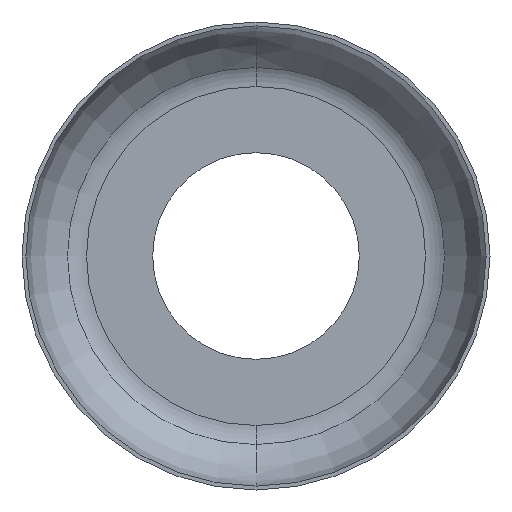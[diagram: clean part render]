
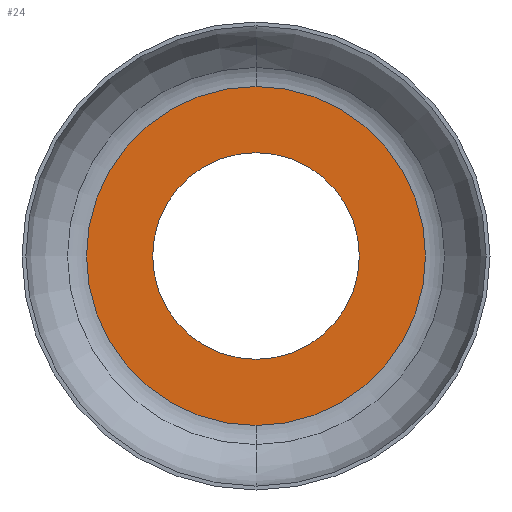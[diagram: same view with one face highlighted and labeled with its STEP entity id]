
A CAD part, front view. The second image highlights one B-rep face of the part: STEP entity #24.
In plain terms, the highlighted planar face has unit normal (0, -1, 0).
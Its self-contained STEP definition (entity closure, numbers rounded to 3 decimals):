
#4 = EDGE_CURVE ( 'NONE', #111, #121, #326, .T. ) ;
#17 = PLANE ( 'NONE',  #86 ) ;
#24 = ADVANCED_FACE ( 'NONE', ( #93, #329 ), #17, .F. ) ;
#30 = DIRECTION ( 'NONE',  ( 0., 0., -1. ) ) ;
#32 = CARTESIAN_POINT ( 'NONE',  ( 0., 10.5, 21.733 ) ) ;
#55 = VERTEX_POINT ( 'NONE', #199 ) ;
#56 = CIRCLE ( 'NONE', #127, 21.733 ) ;
#66 = CARTESIAN_POINT ( 'NONE',  ( 0., 10.5, -13.25 ) ) ;
#75 = CARTESIAN_POINT ( 'NONE',  ( 0., 10.5, 0. ) ) ;
#76 = EDGE_CURVE ( 'NONE', #121, #111, #242, .T. ) ;
#86 = AXIS2_PLACEMENT_3D ( 'NONE', #355, #218, #401 ) ;
#93 = FACE_BOUND ( 'NONE', #286, .T. ) ;
#95 = AXIS2_PLACEMENT_3D ( 'NONE', #341, #253, #30 ) ;
#99 = DIRECTION ( 'NONE',  ( 0., 0., 1. ) ) ;
#111 = VERTEX_POINT ( 'NONE', #129 ) ;
#121 = VERTEX_POINT ( 'NONE', #66 ) ;
#122 = ORIENTED_EDGE ( 'NONE', *, *, #76, .T. ) ;
#127 = AXIS2_PLACEMENT_3D ( 'NONE', #183, #397, #217 ) ;
#129 = CARTESIAN_POINT ( 'NONE',  ( 0., 10.5, 13.25 ) ) ;
#132 = ORIENTED_EDGE ( 'NONE', *, *, #4, .T. ) ;
#135 = CARTESIAN_POINT ( 'NONE',  ( 0., 10.5, 0. ) ) ;
#140 = DIRECTION ( 'NONE',  ( 0., 0., 1. ) ) ;
#149 = EDGE_CURVE ( 'NONE', #55, #157, #260, .T. ) ;
#157 = VERTEX_POINT ( 'NONE', #32 ) ;
#170 = AXIS2_PLACEMENT_3D ( 'NONE', #75, #265, #140 ) ;
#183 = CARTESIAN_POINT ( 'NONE',  ( 0., 10.5, 0. ) ) ;
#199 = CARTESIAN_POINT ( 'NONE',  ( 0., 10.5, -21.733 ) ) ;
#217 = DIRECTION ( 'NONE',  ( 0., 0., -1. ) ) ;
#218 = DIRECTION ( 'NONE',  ( 0., 1., 0. ) ) ;
#242 = CIRCLE ( 'NONE', #284, 13.25 ) ;
#253 = DIRECTION ( 'NONE',  ( 0., -1., 0. ) ) ;
#256 = EDGE_LOOP ( 'NONE', ( #377, #327 ) ) ;
#260 = CIRCLE ( 'NONE', #95, 21.733 ) ;
#265 = DIRECTION ( 'NONE',  ( 0., 1., 0. ) ) ;
#284 = AXIS2_PLACEMENT_3D ( 'NONE', #135, #379, #99 ) ;
#286 = EDGE_LOOP ( 'NONE', ( #132, #122 ) ) ;
#326 = CIRCLE ( 'NONE', #170, 13.25 ) ;
#327 = ORIENTED_EDGE ( 'NONE', *, *, #384, .T. ) ;
#329 = FACE_OUTER_BOUND ( 'NONE', #256, .T. ) ;
#341 = CARTESIAN_POINT ( 'NONE',  ( 0., 10.5, 0. ) ) ;
#355 = CARTESIAN_POINT ( 'NONE',  ( 0., 10.5, 0. ) ) ;
#377 = ORIENTED_EDGE ( 'NONE', *, *, #149, .T. ) ;
#379 = DIRECTION ( 'NONE',  ( 0., 1., 0. ) ) ;
#384 = EDGE_CURVE ( 'NONE', #157, #55, #56, .T. ) ;
#397 = DIRECTION ( 'NONE',  ( 0., -1., 0. ) ) ;
#401 = DIRECTION ( 'NONE',  ( 0., 0., 1. ) ) ;
